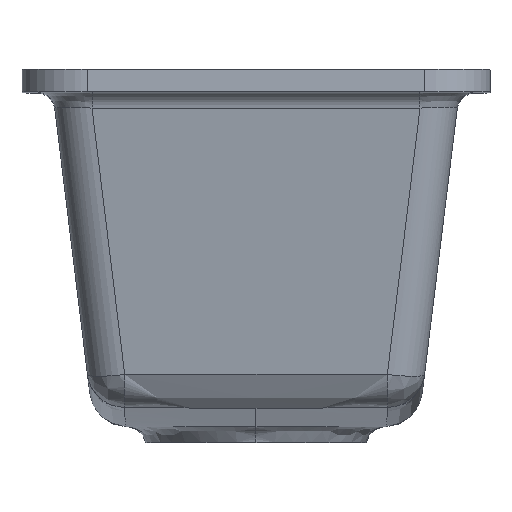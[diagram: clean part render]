
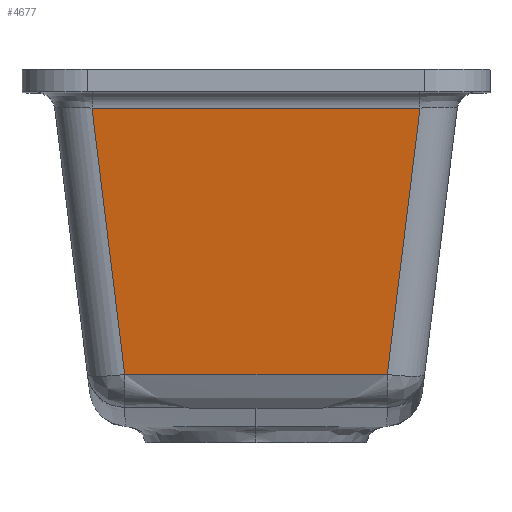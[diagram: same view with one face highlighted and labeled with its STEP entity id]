
A CAD part, top view. The second image highlights one B-rep face of the part: STEP entity #4677.
In plain terms, the highlighted planar face has unit normal (0, -0.122, 0.993).
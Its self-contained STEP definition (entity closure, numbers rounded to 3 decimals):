
#57 = CARTESIAN_POINT ( 'NONE',  ( 70.134, 39.991, 267.985 ) ) ;
#121 = VERTEX_POINT ( 'NONE', #57 ) ;
#168 = CARTESIAN_POINT ( 'NONE',  ( 70.134, 39.991, 267.985 ) ) ;
#571 = VECTOR ( 'NONE', #3403, 1000. ) ;
#597 = DIRECTION ( 'NONE',  ( 0.121, 0.985, 0.121 ) ) ;
#658 = EDGE_LOOP ( 'NONE', ( #1244, #4300, #5357, #2374 ) ) ;
#738 = VERTEX_POINT ( 'NONE', #5047 ) ;
#1090 = CARTESIAN_POINT ( 'NONE',  ( -87.22, 179.147, 285.071 ) ) ;
#1103 = VECTOR ( 'NONE', #597, 1000. ) ;
#1145 = PLANE ( 'NONE',  #3973 ) ;
#1244 = ORIENTED_EDGE ( 'NONE', *, *, #2777, .F. ) ;
#1370 = LINE ( 'NONE', #2522, #1103 ) ;
#1473 = LINE ( 'NONE', #3461, #571 ) ;
#1908 = VECTOR ( 'NONE', #2357, 1000. ) ;
#1941 = B_SPLINE_CURVE_WITH_KNOTS ( 'NONE', 3,
 ( #4970, #2342, #4989, #3671, #2787, #168 ),
 .UNSPECIFIED., .F., .F.,
 ( 4, 2, 4 ),
 ( 0., 0.5, 1. ),
 .UNSPECIFIED. ) ;
#1957 = CARTESIAN_POINT ( 'NONE',  ( 110., 203.003, 288. ) ) ;
#1996 = DIRECTION ( 'NONE',  ( 0., -0.993, -0.122 ) ) ;
#2227 = FACE_OUTER_BOUND ( 'NONE', #658, .T. ) ;
#2342 = CARTESIAN_POINT ( 'NONE',  ( -46.301, 39.65, 267.943 ) ) ;
#2357 = DIRECTION ( 'NONE',  ( -0.121, 0.985, 0.121 ) ) ;
#2374 = ORIENTED_EDGE ( 'NONE', *, *, #5317, .T. ) ;
#2522 = CARTESIAN_POINT ( 'NONE',  ( 70.134, 39.991, 267.985 ) ) ;
#2594 = LINE ( 'NONE', #1090, #1908 ) ;
#2777 = EDGE_CURVE ( 'NONE', #3584, #738, #2594, .T. ) ;
#2787 = CARTESIAN_POINT ( 'NONE',  ( 46.301, 39.65, 267.943 ) ) ;
#2832 = EDGE_CURVE ( 'NONE', #3584, #121, #1941, .T. ) ;
#3022 = CARTESIAN_POINT ( 'NONE',  ( 87.597, 182.222, 285.448 ) ) ;
#3090 = EDGE_CURVE ( 'NONE', #121, #5232, #1370, .T. ) ;
#3403 = DIRECTION ( 'NONE',  ( -1., 0., 0. ) ) ;
#3461 = CARTESIAN_POINT ( 'NONE',  ( 110., 182.222, 285.448 ) ) ;
#3584 = VERTEX_POINT ( 'NONE', #4656 ) ;
#3671 = CARTESIAN_POINT ( 'NONE',  ( 22.923, 39.479, 267.922 ) ) ;
#3782 = DIRECTION ( 'NONE',  ( 0., -0.122, 0.993 ) ) ;
#3973 = AXIS2_PLACEMENT_3D ( 'NONE', #1957, #3782, #1996 ) ;
#4300 = ORIENTED_EDGE ( 'NONE', *, *, #2832, .T. ) ;
#4656 = CARTESIAN_POINT ( 'NONE',  ( -70.134, 39.991, 267.985 ) ) ;
#4677 = ADVANCED_FACE ( 'NONE', ( #2227 ), #1145, .T. ) ;
#4970 = CARTESIAN_POINT ( 'NONE',  ( -70.134, 39.991, 267.985 ) ) ;
#4989 = CARTESIAN_POINT ( 'NONE',  ( -22.923, 39.479, 267.922 ) ) ;
#5047 = CARTESIAN_POINT ( 'NONE',  ( -87.597, 182.222, 285.448 ) ) ;
#5232 = VERTEX_POINT ( 'NONE', #3022 ) ;
#5317 = EDGE_CURVE ( 'NONE', #5232, #738, #1473, .T. ) ;
#5357 = ORIENTED_EDGE ( 'NONE', *, *, #3090, .T. ) ;
